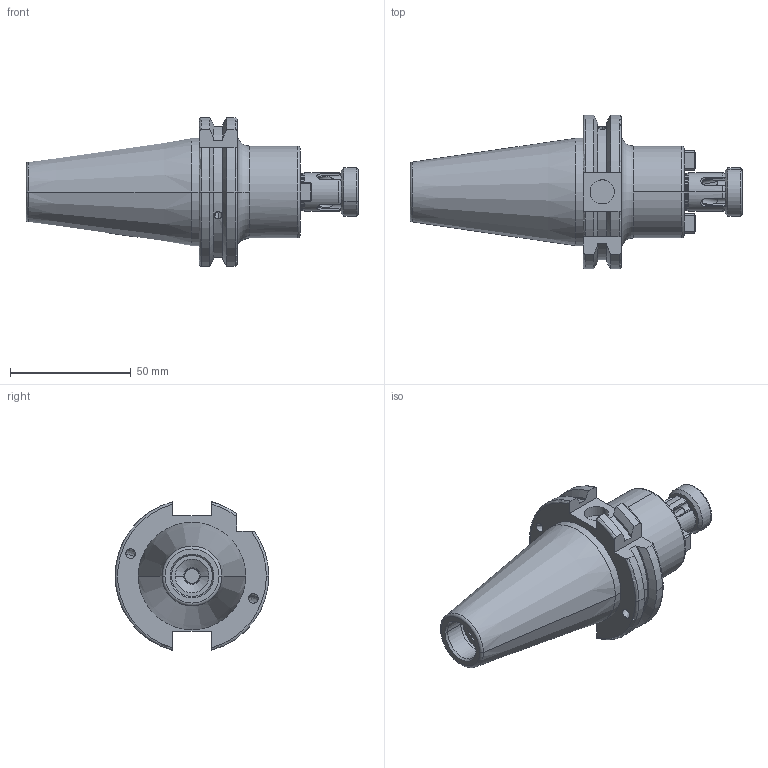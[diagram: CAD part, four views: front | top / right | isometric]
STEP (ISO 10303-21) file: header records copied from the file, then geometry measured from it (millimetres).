
FILE_DESCRIPTION (( 'STEP AP203' ), '1' );
FILE_NAME ('91406-AS316045.STEP', '2023-10-28T12:12:04', ( '' ), ( '' ), 'SwSTEP 2.0', 'SolidWorks 2018', '' );
FILE_SCHEMA (( 'CONFIG_CONTROL_DESIGN' ));
Length unit declared in the file: millimetre
Products named in the file (8): SK40SMS16045FTCWW; CCS-M8-16-1-SHORT LENGHT; CCS-M8-16-2; CCS-M8-16-SHORT LENGHT; M4X4_DIN 913 - M4 x 4-N; PLUG KEY 08-16; 91406-AS316045
Assembly tree (9 placements, depth 4):
  91406-AS316045
    SK40SMS16045FTCWW
      SK40SMS16045FTCWW
      CCS-M8-16-SHORT LENGHT
        CCS-M8-16-1-SHORT LENGHT
        CCS-M8-16-2
      M4X4_DIN 913 - M4 x 4-N  x2
      PLUG KEY 08-16  x2
Bounding box: 137.4 x 63.55 x 61.48 mm (x, y, z)
Volume: 137838.3 mm3; surface area: 28995.4 mm2
Topology: 7 solids, 7 shells, 321 faces, 796 edges, 491 vertices
Faces by surface type: plane 110, cylinder 88, cone 74, torus 36, sphere 8, bspline 5
Entity records: 9967 total; most frequent: CARTESIAN_POINT 2677, DIRECTION 1374, ORIENTED_EDGE 1332, EDGE_CURVE 666, AXIS2_PLACEMENT_3D 548, VERTEX_POINT 413, EDGE_LOOP 295, LINE 278
